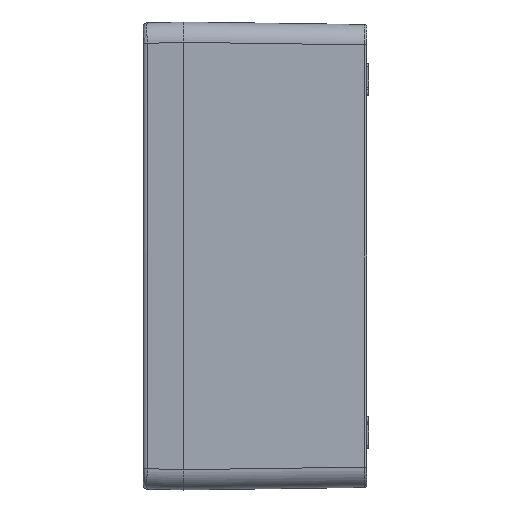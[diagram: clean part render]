
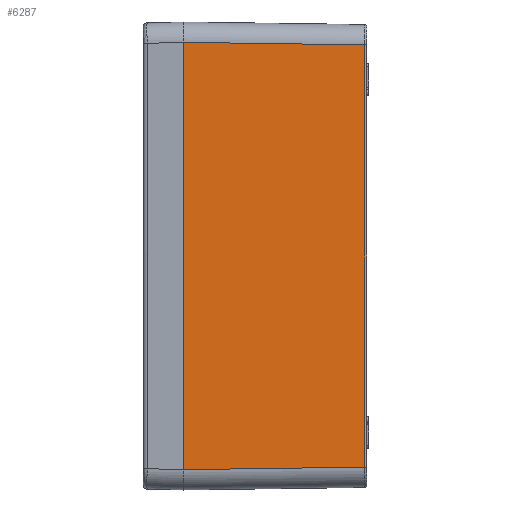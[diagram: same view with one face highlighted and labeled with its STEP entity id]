
A CAD part, left-side view. The second image highlights one B-rep face of the part: STEP entity #6287.
In plain terms, the highlighted planar face has unit normal (-1, -0.014, 0).
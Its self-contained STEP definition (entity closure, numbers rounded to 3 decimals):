
#1070 = CARTESIAN_POINT ( 'NONE',  ( -140., 90., -105.001 ) ) ;
#1188 = CARTESIAN_POINT ( 'NONE',  ( -140., 90., -105.001 ) ) ;
#2936 = VERTEX_POINT ( 'NONE', #15390 ) ;
#4113 = CARTESIAN_POINT ( 'NONE',  ( -138.757, 0.986, -103.758 ) ) ;
#4886 = LINE ( 'NONE', #1070, #16549 ) ;
#4989 = DIRECTION ( 'NONE',  ( -0.014, 1., 0. ) ) ;
#5901 = CARTESIAN_POINT ( 'NONE',  ( -138.757, 0.986, -34.586 ) ) ;
#6287 = ADVANCED_FACE ( 'NONE', ( #6914 ), #10843, .T. ) ;
#6914 = FACE_OUTER_BOUND ( 'NONE', #21567, .T. ) ;
#6971 = CARTESIAN_POINT ( 'NONE',  ( -139.586, 60.329, 104.587 ) ) ;
#7653 = ORIENTED_EDGE ( 'NONE', *, *, #15287, .F. ) ;
#8181 = CARTESIAN_POINT ( 'NONE',  ( -138.757, 0.986, 103.758 ) ) ;
#8668 = AXIS2_PLACEMENT_3D ( 'NONE', #14533, #22412, #4989 ) ;
#8906 = EDGE_CURVE ( 'NONE', #8926, #11092, #4886, .T. ) ;
#8926 = VERTEX_POINT ( 'NONE', #1188 ) ;
#9553 = CARTESIAN_POINT ( 'NONE',  ( -138.757, 0.986, -103.758 ) ) ;
#10311 = ORIENTED_EDGE ( 'NONE', *, *, #22539, .T. ) ;
#10843 = PLANE ( 'NONE',  #8668 ) ;
#11092 = VERTEX_POINT ( 'NONE', #17835 ) ;
#13009 = DIRECTION ( 'NONE',  ( 0., 0., 1. ) ) ;
#14448 = B_SPLINE_CURVE_WITH_KNOTS ( 'NONE', 3,
 ( #8181, #19727, #5901, #4113 ),
 .UNSPECIFIED., .F., .F.,
 ( 4, 4 ),
 ( 0., 1. ),
 .UNSPECIFIED. ) ;
#14472 = ORIENTED_EDGE ( 'NONE', *, *, #22318, .F. ) ;
#14533 = CARTESIAN_POINT ( 'NONE',  ( -140., 90., -120.783 ) ) ;
#15157 = CARTESIAN_POINT ( 'NONE',  ( -139.171, 30.657, -104.172 ) ) ;
#15287 = EDGE_CURVE ( 'NONE', #21979, #2936, #14448, .T. ) ;
#15390 = CARTESIAN_POINT ( 'NONE',  ( -138.757, 0.986, -103.758 ) ) ;
#16549 = VECTOR ( 'NONE', #13009, 1000. ) ;
#16631 = CARTESIAN_POINT ( 'NONE',  ( -139.171, 30.657, 104.172 ) ) ;
#17069 = CARTESIAN_POINT ( 'NONE',  ( -139.586, 60.329, -104.587 ) ) ;
#17835 = CARTESIAN_POINT ( 'NONE',  ( -140., 90., 105.001 ) ) ;
#18240 = ORIENTED_EDGE ( 'NONE', *, *, #8906, .F. ) ;
#19727 = CARTESIAN_POINT ( 'NONE',  ( -138.757, 0.986, 34.586 ) ) ;
#21261 = B_SPLINE_CURVE_WITH_KNOTS ( 'NONE', 3,
 ( #25084, #17069, #15157, #9553 ),
 .UNSPECIFIED., .F., .F.,
 ( 4, 4 ),
 ( 0., 1. ),
 .UNSPECIFIED. ) ;
#21308 = B_SPLINE_CURVE_WITH_KNOTS ( 'NONE', 3,
 ( #24254, #6971, #16631, #24383 ),
 .UNSPECIFIED., .F., .F.,
 ( 4, 4 ),
 ( 0., 1. ),
 .UNSPECIFIED. ) ;
#21328 = CARTESIAN_POINT ( 'NONE',  ( -138.757, 0.986, 103.758 ) ) ;
#21567 = EDGE_LOOP ( 'NONE', ( #14472, #18240, #10311, #7653 ) ) ;
#21979 = VERTEX_POINT ( 'NONE', #21328 ) ;
#22318 = EDGE_CURVE ( 'NONE', #11092, #21979, #21308, .T. ) ;
#22412 = DIRECTION ( 'NONE',  ( -1., -0.014, 0. ) ) ;
#22539 = EDGE_CURVE ( 'NONE', #8926, #2936, #21261, .T. ) ;
#24254 = CARTESIAN_POINT ( 'NONE',  ( -140., 90., 105.001 ) ) ;
#24383 = CARTESIAN_POINT ( 'NONE',  ( -138.757, 0.986, 103.758 ) ) ;
#25084 = CARTESIAN_POINT ( 'NONE',  ( -140., 90., -105.001 ) ) ;
